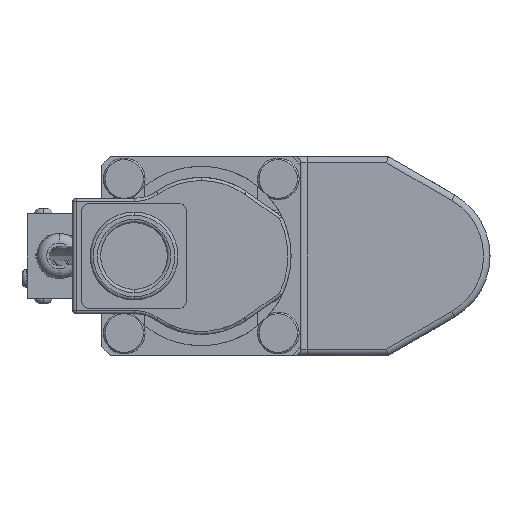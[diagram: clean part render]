
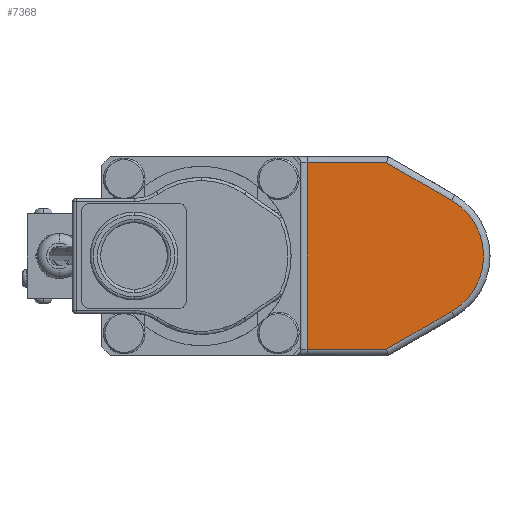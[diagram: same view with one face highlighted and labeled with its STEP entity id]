
A CAD part, left-side view. The second image highlights one B-rep face of the part: STEP entity #7368.
In plain terms, the highlighted planar face has unit normal (-1, 0, 0).
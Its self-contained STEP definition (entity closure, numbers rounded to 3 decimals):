
#526 = CARTESIAN_POINT ( 'NONE',  ( -189., -10., 17.321 ) ) ;
#918 = LINE ( 'NONE', #3902, #10178 ) ;
#1136 = DIRECTION ( 'NONE',  ( 0., 1., 0. ) ) ;
#1234 = CARTESIAN_POINT ( 'NONE',  ( -189., 0., 0. ) ) ;
#1360 = VERTEX_POINT ( 'NONE', #8927 ) ;
#1752 = EDGE_CURVE ( 'NONE', #1360, #10439, #3811, .T. ) ;
#1985 = VECTOR ( 'NONE', #7721, 1000. ) ;
#2124 = ORIENTED_EDGE ( 'NONE', *, *, #1752, .T. ) ;
#2362 = CARTESIAN_POINT ( 'NONE',  ( -189., 35., 0. ) ) ;
#2451 = CARTESIAN_POINT ( 'NONE',  ( -189., 10.229, 29. ) ) ;
#3144 = ORIENTED_EDGE ( 'NONE', *, *, #5334, .T. ) ;
#3397 = CARTESIAN_POINT ( 'NONE',  ( -189., 0., 0. ) ) ;
#3502 = DIRECTION ( 'NONE',  ( 0., 0.866, 0.5 ) ) ;
#3801 = CARTESIAN_POINT ( 'NONE',  ( -189., 37., 29. ) ) ;
#3811 = LINE ( 'NONE', #2362, #1985 ) ;
#3902 = CARTESIAN_POINT ( 'NONE',  ( -189., 9.694, -29. ) ) ;
#3935 = PLANE ( 'NONE',  #7696 ) ;
#3940 = DIRECTION ( 'NONE',  ( 0., -1., 0. ) ) ;
#3953 = EDGE_CURVE ( 'NONE', #5822, #1360, #7816, .T. ) ;
#4018 = CIRCLE ( 'NONE', #8750, 20. ) ;
#4300 = DIRECTION ( 'NONE',  ( 0., 0., 1. ) ) ;
#4832 = DIRECTION ( 'NONE',  ( 0., 0., 1. ) ) ;
#5069 = LINE ( 'NONE', #6044, #9555 ) ;
#5176 = VECTOR ( 'NONE', #3502, 1000. ) ;
#5334 = EDGE_CURVE ( 'NONE', #10806, #10502, #4018, .T. ) ;
#5666 = EDGE_CURVE ( 'NONE', #10439, #7379, #918, .T. ) ;
#5822 = VERTEX_POINT ( 'NONE', #2451 ) ;
#6044 = CARTESIAN_POINT ( 'NONE',  ( -189., -10., -17.321 ) ) ;
#6970 = EDGE_LOOP ( 'NONE', ( #9220, #2124, #8285, #8419, #3144, #9780 ) ) ;
#6976 = VECTOR ( 'NONE', #1136, 1000. ) ;
#7368 = ADVANCED_FACE ( 'NONE', ( #10841 ), #3935, .T. ) ;
#7379 = VERTEX_POINT ( 'NONE', #7526 ) ;
#7526 = CARTESIAN_POINT ( 'NONE',  ( -189., 10.229, -29. ) ) ;
#7605 = CARTESIAN_POINT ( 'NONE',  ( -189., 35., -29. ) ) ;
#7696 = AXIS2_PLACEMENT_3D ( 'NONE', #1234, #10206, #4832 ) ;
#7721 = DIRECTION ( 'NONE',  ( 0., 0., -1. ) ) ;
#7816 = LINE ( 'NONE', #3801, #6976 ) ;
#8285 = ORIENTED_EDGE ( 'NONE', *, *, #5666, .T. ) ;
#8419 = ORIENTED_EDGE ( 'NONE', *, *, #9613, .T. ) ;
#8750 = AXIS2_PLACEMENT_3D ( 'NONE', #3397, #9669, #4300 ) ;
#8927 = CARTESIAN_POINT ( 'NONE',  ( -189., 35., 29. ) ) ;
#9220 = ORIENTED_EDGE ( 'NONE', *, *, #3953, .T. ) ;
#9555 = VECTOR ( 'NONE', #11401, 1000. ) ;
#9613 = EDGE_CURVE ( 'NONE', #7379, #10806, #5069, .T. ) ;
#9669 = DIRECTION ( 'NONE',  ( -1., 0., 0. ) ) ;
#9780 = ORIENTED_EDGE ( 'NONE', *, *, #10763, .T. ) ;
#9947 = LINE ( 'NONE', #11607, #5176 ) ;
#10178 = VECTOR ( 'NONE', #3940, 1000. ) ;
#10206 = DIRECTION ( 'NONE',  ( -1., 0., 0. ) ) ;
#10439 = VERTEX_POINT ( 'NONE', #7605 ) ;
#10502 = VERTEX_POINT ( 'NONE', #526 ) ;
#10763 = EDGE_CURVE ( 'NONE', #10502, #5822, #9947, .T. ) ;
#10806 = VERTEX_POINT ( 'NONE', #10825 ) ;
#10825 = CARTESIAN_POINT ( 'NONE',  ( -189., -10., -17.321 ) ) ;
#10841 = FACE_OUTER_BOUND ( 'NONE', #6970, .T. ) ;
#11401 = DIRECTION ( 'NONE',  ( 0., -0.866, 0.5 ) ) ;
#11607 = CARTESIAN_POINT ( 'NONE',  ( -189., 10.694, 29.268 ) ) ;
